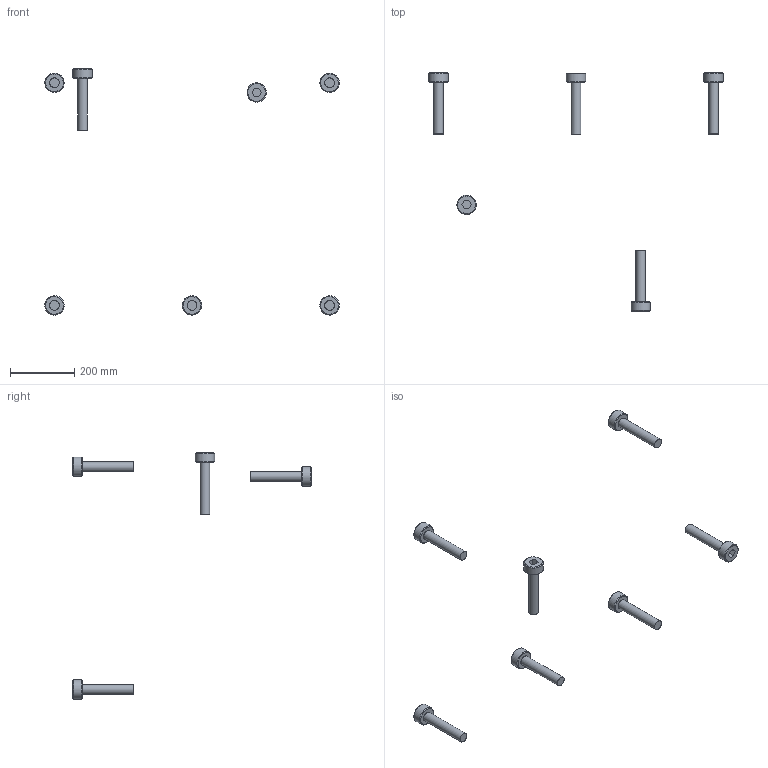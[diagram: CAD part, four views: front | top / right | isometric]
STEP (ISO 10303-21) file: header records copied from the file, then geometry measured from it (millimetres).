
FILE_DESCRIPTION(/* description */ (''),/* implementation_level */ '2;1');
FILE_NAME(/* name */ 'E-TKT_025-mechanic_m3_screw_ISO4762-M3x16',/* time_stamp */ '2023-04-19T19:28:25-03:00',/* author */ (''),/* organization */ (''),/* preprocessor_version */ 'ST-DEVELOPER v16.5',/* originating_system */ '',/* authorisation */ '');
FILE_SCHEMA (('AUTOMOTIVE_DESIGN'));
Length unit declared in the file: centimetre
Products named in the file (1): Document
Bounding box: 913.35 x 740 x 763.56 mm (x, y, z)
Volume: 1297424.1 mm3; surface area: 193184.8 mm2
Topology: 7 solids, 7 shells, 98 faces, 196 edges, 126 vertices
Faces by surface type: plane 70, bspline 28
Entity records: 2874 total; most frequent: CARTESIAN_POINT 1388, ORIENTED_EDGE 392, EDGE_CURVE 196, B_SPLINE_CURVE_WITH_KNOTS 140, VERTEX_POINT 126, EDGE_LOOP 112, ADVANCED_FACE 98, FACE_OUTER_BOUND 98
